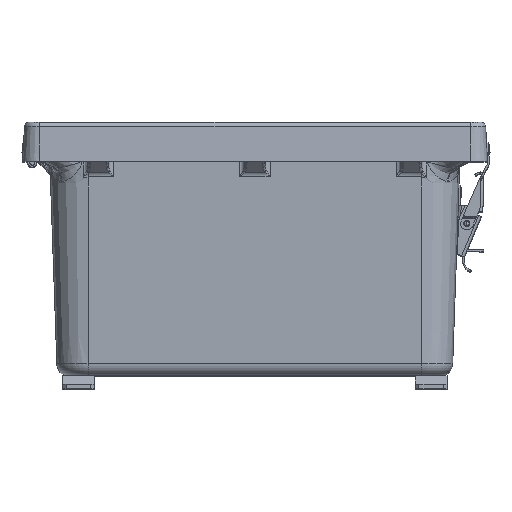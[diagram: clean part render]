
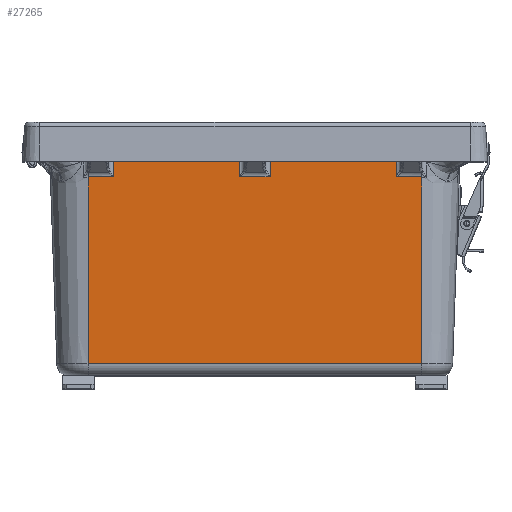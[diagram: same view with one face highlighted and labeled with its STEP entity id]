
A CAD part, top view. The second image highlights one B-rep face of the part: STEP entity #27265.
In plain terms, the highlighted planar face has unit normal (0, -0.035, 0.999).
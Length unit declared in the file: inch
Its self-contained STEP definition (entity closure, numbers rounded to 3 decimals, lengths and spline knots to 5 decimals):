
#313 = CARTESIAN_POINT ( 'NONE',  ( -4.26693, -1.04657, 6.17091 ) ) ;
#458 = EDGE_CURVE ( 'NONE', #18269, #15878, #24086, .T. ) ;
#1491 = ORIENTED_EDGE ( 'NONE', *, *, #458, .T. ) ;
#1996 = VECTOR ( 'NONE', #20318, 39.37008 ) ;
#3202 = ORIENTED_EDGE ( 'NONE', *, *, #40828, .T. ) ;
#3468 = CARTESIAN_POINT ( 'NONE',  ( 0.39159, -0.97265, 6.17349 ) ) ;
#3639 = CARTESIAN_POINT ( 'NONE',  ( -4.26693, -1.04657, 6.17091 ) ) ;
#3850 = LINE ( 'NONE', #31963, #46818 ) ;
#4915 = VECTOR ( 'NONE', #31195, 39.37008 ) ;
#5395 = ORIENTED_EDGE ( 'NONE', *, *, #11076, .F. ) ;
#5574 = DIRECTION ( 'NONE',  ( 0., -0.999, -0.035 ) ) ;
#6326 = VERTEX_POINT ( 'NONE', #53615 ) ;
#7160 = VECTOR ( 'NONE', #45232, 39.37008 ) ;
#7191 = ORIENTED_EDGE ( 'NONE', *, *, #53775, .T. ) ;
#7838 = DIRECTION ( 'NONE',  ( 0., 0.999, 0.035 ) ) ;
#8136 = VECTOR ( 'NONE', #49590, 39.37008 ) ;
#8695 = DIRECTION ( 'NONE',  ( -1., 0., 0. ) ) ;
#8754 = CARTESIAN_POINT ( 'NONE',  ( 3.61409, -1.04657, 6.17091 ) ) ;
#9209 = CARTESIAN_POINT ( 'NONE',  ( -4.26693, 0.00498, 6.20763 ) ) ;
#9413 = FACE_OUTER_BOUND ( 'NONE', #11540, .T. ) ;
#10870 = VECTOR ( 'NONE', #8695, 39.37008 ) ;
#11076 = EDGE_CURVE ( 'NONE', #14982, #51677, #41152, .T. ) ;
#11540 = EDGE_LOOP ( 'NONE', ( #5395, #25214, #14308, #42850, #52673, #1491, #28162, #23611, #3202, #7191, #50483, #47212 ) ) ;
#11766 = EDGE_CURVE ( 'NONE', #22916, #46514, #53767, .T. ) ;
#12569 = CARTESIAN_POINT ( 'NONE',  ( -0.39151, 0.00498, 6.20763 ) ) ;
#12766 = EDGE_CURVE ( 'NONE', #40616, #6326, #15918, .T. ) ;
#13180 = VERTEX_POINT ( 'NONE', #30405 ) ;
#14308 = ORIENTED_EDGE ( 'NONE', *, *, #36088, .T. ) ;
#14696 = VECTOR ( 'NONE', #50056, 39.37008 ) ;
#14982 = VERTEX_POINT ( 'NONE', #30489 ) ;
#15376 = DIRECTION ( 'NONE',  ( 0., 0.999, 0.035 ) ) ;
#15878 = VERTEX_POINT ( 'NONE', #21381 ) ;
#15918 = LINE ( 'NONE', #31019, #4915 ) ;
#15992 = CARTESIAN_POINT ( 'NONE',  ( -4.26693, 0.00498, 6.20763 ) ) ;
#17250 = VECTOR ( 'NONE', #24337, 39.37008 ) ;
#18269 = VERTEX_POINT ( 'NONE', #43054 ) ;
#19264 = LINE ( 'NONE', #32520, #40149 ) ;
#20318 = DIRECTION ( 'NONE',  ( -1., 0., 0. ) ) ;
#21381 = CARTESIAN_POINT ( 'NONE',  ( 0.39159, -0.42609, 6.19258 ) ) ;
#22046 = PLANE ( 'NONE',  #23566 ) ;
#22916 = VERTEX_POINT ( 'NONE', #52529 ) ;
#23566 = AXIS2_PLACEMENT_3D ( 'NONE', #9209, #30481, #5574 ) ;
#23611 = ORIENTED_EDGE ( 'NONE', *, *, #41089, .T. ) ;
#24086 = LINE ( 'NONE', #24350, #1996 ) ;
#24337 = DIRECTION ( 'NONE',  ( -1., 0., 0. ) ) ;
#24349 = VERTEX_POINT ( 'NONE', #30795 ) ;
#24350 = CARTESIAN_POINT ( 'NONE',  ( -4.26693, -0.42609, 6.19258 ) ) ;
#24457 = CARTESIAN_POINT ( 'NONE',  ( -4.26693, -0.42609, 6.19258 ) ) ;
#24552 = EDGE_CURVE ( 'NONE', #15878, #36674, #53193, .T. ) ;
#25214 = ORIENTED_EDGE ( 'NONE', *, *, #49878, .T. ) ;
#25780 = LINE ( 'NONE', #12569, #14696 ) ;
#25855 = CARTESIAN_POINT ( 'NONE',  ( -0.39151, -1.04657, 6.17091 ) ) ;
#26488 = EDGE_CURVE ( 'NONE', #6326, #51677, #39414, .T. ) ;
#27265 = ADVANCED_FACE ( 'NONE', ( #9413 ), #22046, .T. ) ;
#28162 = ORIENTED_EDGE ( 'NONE', *, *, #24552, .T. ) ;
#28474 = DIRECTION ( 'NONE',  ( 0., 0.999, 0.035 ) ) ;
#30326 = LINE ( 'NONE', #39283, #48534 ) ;
#30405 = CARTESIAN_POINT ( 'NONE',  ( -0.39151, -0.42609, 6.19258 ) ) ;
#30481 = DIRECTION ( 'NONE',  ( 0., -0.035, 0.999 ) ) ;
#30489 = CARTESIAN_POINT ( 'NONE',  ( -4.26693, -5.82658, 6.00399 ) ) ;
#30795 = CARTESIAN_POINT ( 'NONE',  ( 4.26701, -5.82658, 6.00399 ) ) ;
#31019 = CARTESIAN_POINT ( 'NONE',  ( -3.61401, -0.97265, 6.17349 ) ) ;
#31195 = DIRECTION ( 'NONE',  ( 0., -0.999, -0.035 ) ) ;
#31963 = CARTESIAN_POINT ( 'NONE',  ( 3.61409, 0.00498, 6.20763 ) ) ;
#32520 = CARTESIAN_POINT ( 'NONE',  ( 4.26701, 0.00498, 6.20763 ) ) ;
#33120 = EDGE_CURVE ( 'NONE', #46514, #18269, #3850, .T. ) ;
#35898 = CARTESIAN_POINT ( 'NONE',  ( -3.61401, -0.42609, 6.19258 ) ) ;
#36088 = EDGE_CURVE ( 'NONE', #24349, #22916, #19264, .T. ) ;
#36674 = VERTEX_POINT ( 'NONE', #42301 ) ;
#38571 = VERTEX_POINT ( 'NONE', #25855 ) ;
#39283 = CARTESIAN_POINT ( 'NONE',  ( -4.26693, -1.04657, 6.17091 ) ) ;
#39414 = LINE ( 'NONE', #3639, #17250 ) ;
#40149 = VECTOR ( 'NONE', #28474, 39.37008 ) ;
#40616 = VERTEX_POINT ( 'NONE', #35898 ) ;
#40828 = EDGE_CURVE ( 'NONE', #38571, #13180, #25780, .T. ) ;
#41089 = EDGE_CURVE ( 'NONE', #36674, #38571, #30326, .T. ) ;
#41152 = LINE ( 'NONE', #15992, #52178 ) ;
#41417 = CARTESIAN_POINT ( 'NONE',  ( -4.26693, -5.82658, 6.00399 ) ) ;
#42190 = VECTOR ( 'NONE', #53264, 39.37008 ) ;
#42301 = CARTESIAN_POINT ( 'NONE',  ( 0.39159, -1.04657, 6.17091 ) ) ;
#42648 = LINE ( 'NONE', #41417, #8136 ) ;
#42850 = ORIENTED_EDGE ( 'NONE', *, *, #11766, .T. ) ;
#43054 = CARTESIAN_POINT ( 'NONE',  ( 3.61409, -0.42609, 6.19258 ) ) ;
#45232 = DIRECTION ( 'NONE',  ( -1., 0., 0. ) ) ;
#46514 = VERTEX_POINT ( 'NONE', #8754 ) ;
#46818 = VECTOR ( 'NONE', #15376, 39.37008 ) ;
#47212 = ORIENTED_EDGE ( 'NONE', *, *, #26488, .T. ) ;
#48534 = VECTOR ( 'NONE', #51814, 39.37008 ) ;
#49590 = DIRECTION ( 'NONE',  ( 1., 0., 0. ) ) ;
#49878 = EDGE_CURVE ( 'NONE', #14982, #24349, #42648, .T. ) ;
#50056 = DIRECTION ( 'NONE',  ( 0., 0.999, 0.035 ) ) ;
#50483 = ORIENTED_EDGE ( 'NONE', *, *, #12766, .T. ) ;
#51042 = CARTESIAN_POINT ( 'NONE',  ( -4.26693, -1.04657, 6.17091 ) ) ;
#51387 = LINE ( 'NONE', #24457, #7160 ) ;
#51677 = VERTEX_POINT ( 'NONE', #51042 ) ;
#51814 = DIRECTION ( 'NONE',  ( -1., 0., 0. ) ) ;
#52178 = VECTOR ( 'NONE', #7838, 39.37008 ) ;
#52529 = CARTESIAN_POINT ( 'NONE',  ( 4.26701, -1.04657, 6.17091 ) ) ;
#52673 = ORIENTED_EDGE ( 'NONE', *, *, #33120, .T. ) ;
#53193 = LINE ( 'NONE', #3468, #42190 ) ;
#53264 = DIRECTION ( 'NONE',  ( 0., -0.999, -0.035 ) ) ;
#53615 = CARTESIAN_POINT ( 'NONE',  ( -3.61401, -1.04657, 6.17091 ) ) ;
#53767 = LINE ( 'NONE', #313, #10870 ) ;
#53775 = EDGE_CURVE ( 'NONE', #13180, #40616, #51387, .T. ) ;
